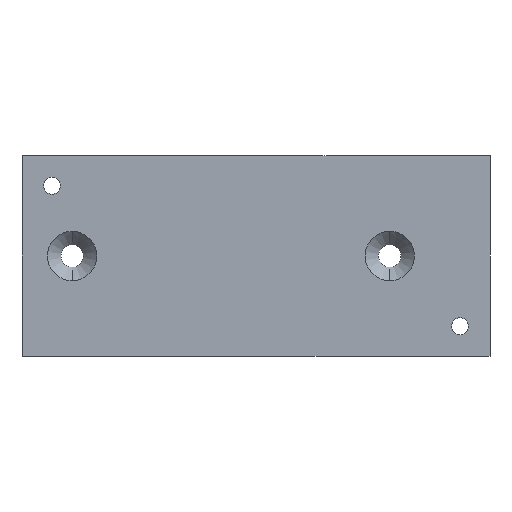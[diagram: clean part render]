
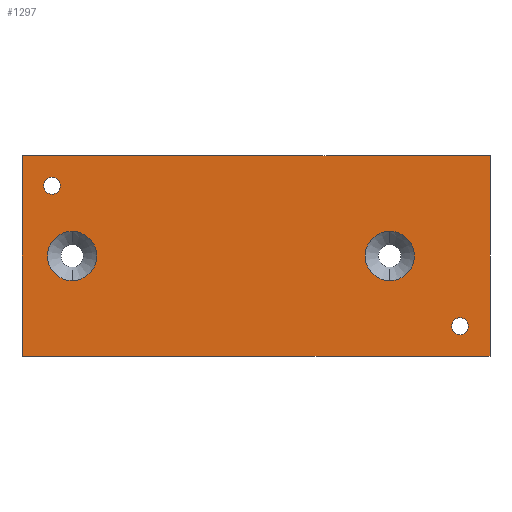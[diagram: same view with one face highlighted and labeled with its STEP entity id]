
A CAD part, left-side view. The second image highlights one B-rep face of the part: STEP entity #1297.
In plain terms, the highlighted planar face has unit normal (-1, 0, 0).
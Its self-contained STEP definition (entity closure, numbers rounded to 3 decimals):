
#22 = ORIENTED_EDGE ( 'NONE', *, *, #59, .T. ) ;
#38 = VERTEX_POINT ( 'NONE', #513 ) ;
#59 = EDGE_CURVE ( 'NONE', #162, #185, #591, .T. ) ;
#65 = ORIENTED_EDGE ( 'NONE', *, *, #1296, .T. ) ;
#72 = VERTEX_POINT ( 'NONE', #693 ) ;
#116 = ORIENTED_EDGE ( 'NONE', *, *, #145, .T. ) ;
#117 = ORIENTED_EDGE ( 'NONE', *, *, #544, .T. ) ;
#145 = EDGE_CURVE ( 'NONE', #329, #175, #1167, .T. ) ;
#162 = VERTEX_POINT ( 'NONE', #1240 ) ;
#168 = EDGE_CURVE ( 'NONE', #38, #343, #1265, .T. ) ;
#173 = ORIENTED_EDGE ( 'NONE', *, *, #1029, .T. ) ;
#175 = VERTEX_POINT ( 'NONE', #1282 ) ;
#185 = VERTEX_POINT ( 'NONE', #627 ) ;
#203 = EDGE_CURVE ( 'NONE', #370, #943, #824, .T. ) ;
#209 = EDGE_CURVE ( 'NONE', #72, #561, #892, .T. ) ;
#213 = ORIENTED_EDGE ( 'NONE', *, *, #203, .T. ) ;
#218 = ORIENTED_EDGE ( 'NONE', *, *, #209, .T. ) ;
#248 = EDGE_LOOP ( 'NONE', ( #368, #1047 ) ) ;
#268 = ORIENTED_EDGE ( 'NONE', *, *, #726, .T. ) ;
#271 = ORIENTED_EDGE ( 'NONE', *, *, #300, .T. ) ;
#300 = EDGE_CURVE ( 'NONE', #561, #72, #605, .T. ) ;
#304 = EDGE_LOOP ( 'NONE', ( #173, #213, #268, #320 ) ) ;
#317 = EDGE_LOOP ( 'NONE', ( #218, #271 ) ) ;
#320 = ORIENTED_EDGE ( 'NONE', *, *, #375, .T. ) ;
#329 = VERTEX_POINT ( 'NONE', #823 ) ;
#343 = VERTEX_POINT ( 'NONE', #918 ) ;
#368 = ORIENTED_EDGE ( 'NONE', *, *, #597, .T. ) ;
#370 = VERTEX_POINT ( 'NONE', #1116 ) ;
#375 = EDGE_CURVE ( 'NONE', #562, #1261, #1132, .T. ) ;
#513 = CARTESIAN_POINT ( 'NONE',  ( -8.75, -71., -38.5 ) ) ;
#544 = EDGE_CURVE ( 'NONE', #185, #162, #1193, .T. ) ;
#561 = VERTEX_POINT ( 'NONE', #1203 ) ;
#562 = VERTEX_POINT ( 'NONE', #1208 ) ;
#591 = CIRCLE ( 'NONE', #592, 2.5 ) ;
#592 = AXIS2_PLACEMENT_3D ( 'NONE', #593, #594, #595 ) ;
#593 = CARTESIAN_POINT ( 'NONE',  ( -8.75, 51., 1. ) ) ;
#594 = DIRECTION ( 'NONE',  ( 1., 0., 0. ) ) ;
#595 = DIRECTION ( 'NONE',  ( 0., 0., -1. ) ) ;
#597 = EDGE_CURVE ( 'NONE', #343, #38, #1230, .T. ) ;
#605 = CIRCLE ( 'NONE', #606, 7.375 ) ;
#606 = AXIS2_PLACEMENT_3D ( 'NONE', #607, #608, #609 ) ;
#607 = CARTESIAN_POINT ( 'NONE',  ( -8.75, -50., -20. ) ) ;
#608 = DIRECTION ( 'NONE',  ( 1., 0., 0. ) ) ;
#609 = DIRECTION ( 'NONE',  ( 0., 0., -1. ) ) ;
#627 = CARTESIAN_POINT ( 'NONE',  ( -8.75, 51., 3.5 ) ) ;
#693 = CARTESIAN_POINT ( 'NONE',  ( -8.75, -50., -12.625 ) ) ;
#695 = CARTESIAN_POINT ( 'NONE',  ( -8.75, 60., -50. ) ) ;
#726 = EDGE_CURVE ( 'NONE', #943, #562, #1272, .T. ) ;
#773 = LINE ( 'NONE', #774, #775 ) ;
#774 = CARTESIAN_POINT ( 'NONE',  ( -8.75, 60., 10. ) ) ;
#775 = VECTOR ( 'NONE', #776, 1000. ) ;
#776 = DIRECTION ( 'NONE',  ( 0., 1., 0. ) ) ;
#780 = EDGE_LOOP ( 'NONE', ( #65, #116 ) ) ;
#823 = CARTESIAN_POINT ( 'NONE',  ( -8.75, 45., -27.375 ) ) ;
#824 = LINE ( 'NONE', #825, #826 ) ;
#825 = CARTESIAN_POINT ( 'NONE',  ( -8.75, 60., 10. ) ) ;
#826 = VECTOR ( 'NONE', #827, 1000. ) ;
#827 = DIRECTION ( 'NONE',  ( 0., 0., -1. ) ) ;
#892 = CIRCLE ( 'NONE', #893, 7.375 ) ;
#893 = AXIS2_PLACEMENT_3D ( 'NONE', #894, #895, #896 ) ;
#894 = CARTESIAN_POINT ( 'NONE',  ( -8.75, -50., -20. ) ) ;
#895 = DIRECTION ( 'NONE',  ( 1., 0., 0. ) ) ;
#896 = DIRECTION ( 'NONE',  ( 0., 0., -1. ) ) ;
#918 = CARTESIAN_POINT ( 'NONE',  ( -8.75, -71., -43.5 ) ) ;
#943 = VERTEX_POINT ( 'NONE', #695 ) ;
#994 = CARTESIAN_POINT ( 'NONE',  ( -8.75, -80., 10. ) ) ;
#1009 = EDGE_LOOP ( 'NONE', ( #22, #117 ) ) ;
#1022 = CIRCLE ( 'NONE', #1023, 7.375 ) ;
#1023 = AXIS2_PLACEMENT_3D ( 'NONE', #1024, #1025, #1026 ) ;
#1024 = CARTESIAN_POINT ( 'NONE',  ( -8.75, 45., -20. ) ) ;
#1025 = DIRECTION ( 'NONE',  ( 1., 0., 0. ) ) ;
#1026 = DIRECTION ( 'NONE',  ( 0., 0., -1. ) ) ;
#1027 = FACE_BOUND ( 'NONE', #780, .T. ) ;
#1029 = EDGE_CURVE ( 'NONE', #1261, #370, #773, .T. ) ;
#1031 = FACE_BOUND ( 'NONE', #317, .T. ) ;
#1032 = FACE_BOUND ( 'NONE', #248, .T. ) ;
#1033 = FACE_BOUND ( 'NONE', #1009, .T. ) ;
#1034 = FACE_OUTER_BOUND ( 'NONE', #304, .T. ) ;
#1035 = PLANE ( 'NONE',  #1036 ) ;
#1036 = AXIS2_PLACEMENT_3D ( 'NONE', #1037, #1038, #1039 ) ;
#1037 = CARTESIAN_POINT ( 'NONE',  ( -8.75, -80., 10. ) ) ;
#1038 = DIRECTION ( 'NONE',  ( 1., 0., 0. ) ) ;
#1039 = DIRECTION ( 'NONE',  ( 0., 0., -1. ) ) ;
#1047 = ORIENTED_EDGE ( 'NONE', *, *, #168, .T. ) ;
#1116 = CARTESIAN_POINT ( 'NONE',  ( -8.75, 60., 10. ) ) ;
#1132 = LINE ( 'NONE', #1133, #1134 ) ;
#1133 = CARTESIAN_POINT ( 'NONE',  ( -8.75, -80., 10. ) ) ;
#1134 = VECTOR ( 'NONE', #1135, 1000. ) ;
#1135 = DIRECTION ( 'NONE',  ( 0., 0., 1. ) ) ;
#1167 = CIRCLE ( 'NONE', #1168, 7.375 ) ;
#1168 = AXIS2_PLACEMENT_3D ( 'NONE', #1169, #1170, #1171 ) ;
#1169 = CARTESIAN_POINT ( 'NONE',  ( -8.75, 45., -20. ) ) ;
#1170 = DIRECTION ( 'NONE',  ( 1., 0., 0. ) ) ;
#1171 = DIRECTION ( 'NONE',  ( 0., 0., -1. ) ) ;
#1193 = CIRCLE ( 'NONE', #1194, 2.5 ) ;
#1194 = AXIS2_PLACEMENT_3D ( 'NONE', #1195, #1196, #1197 ) ;
#1195 = CARTESIAN_POINT ( 'NONE',  ( -8.75, 51., 1. ) ) ;
#1196 = DIRECTION ( 'NONE',  ( 1., 0., 0. ) ) ;
#1197 = DIRECTION ( 'NONE',  ( 0., 0., -1. ) ) ;
#1203 = CARTESIAN_POINT ( 'NONE',  ( -8.75, -50., -27.375 ) ) ;
#1208 = CARTESIAN_POINT ( 'NONE',  ( -8.75, -80., -50. ) ) ;
#1230 = CIRCLE ( 'NONE', #1231, 2.5 ) ;
#1231 = AXIS2_PLACEMENT_3D ( 'NONE', #1232, #1233, #1234 ) ;
#1232 = CARTESIAN_POINT ( 'NONE',  ( -8.75, -71., -41. ) ) ;
#1233 = DIRECTION ( 'NONE',  ( 1., 0., 0. ) ) ;
#1234 = DIRECTION ( 'NONE',  ( 0., 0., -1. ) ) ;
#1240 = CARTESIAN_POINT ( 'NONE',  ( -8.75, 51., -1.5 ) ) ;
#1261 = VERTEX_POINT ( 'NONE', #994 ) ;
#1265 = CIRCLE ( 'NONE', #1266, 2.5 ) ;
#1266 = AXIS2_PLACEMENT_3D ( 'NONE', #1267, #1268, #1269 ) ;
#1267 = CARTESIAN_POINT ( 'NONE',  ( -8.75, -71., -41. ) ) ;
#1268 = DIRECTION ( 'NONE',  ( 1., 0., 0. ) ) ;
#1269 = DIRECTION ( 'NONE',  ( 0., 0., -1. ) ) ;
#1272 = LINE ( 'NONE', #1273, #1274 ) ;
#1273 = CARTESIAN_POINT ( 'NONE',  ( -8.75, 60., -50. ) ) ;
#1274 = VECTOR ( 'NONE', #1275, 1000. ) ;
#1275 = DIRECTION ( 'NONE',  ( 0., -1., 0. ) ) ;
#1282 = CARTESIAN_POINT ( 'NONE',  ( -8.75, 45., -12.625 ) ) ;
#1296 = EDGE_CURVE ( 'NONE', #175, #329, #1022, .T. ) ;
#1297 = ADVANCED_FACE ( 'NONE', ( #1027, #1031, #1032, #1033, #1034 ), #1035, .F. ) ;
